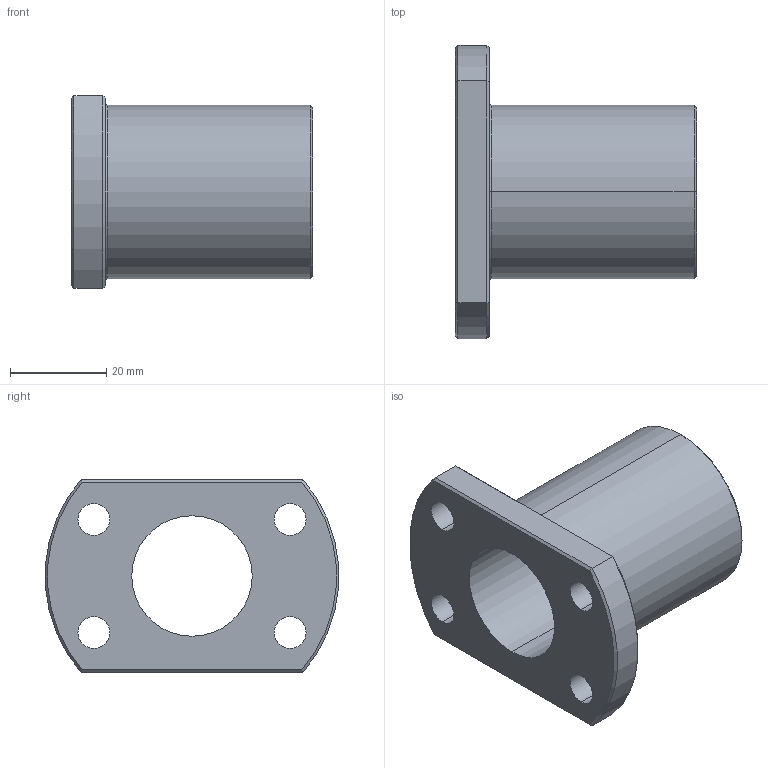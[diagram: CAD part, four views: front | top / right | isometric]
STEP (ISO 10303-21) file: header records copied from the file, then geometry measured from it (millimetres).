
FILE_DESCRIPTION (( 'STEP AP203' ), '1' );
FILE_NAME ('C-MTSGRC25_203.STEP', '2021-03-26T05:32:25', ( '' ), ( '' ), 'SwSTEP 2.0', 'SolidWorks 2017', '' );
FILE_SCHEMA (( 'CONFIG_CONTROL_DESIGN' ));
Length unit declared in the file: millimetre
Products named in the file (1): C-MTSGRC25_203
Bounding box: 50 x 60.81 x 40 mm (x, y, z)
Volume: 33973.9 mm3; surface area: 13715.6 mm2
Topology: 1 solids, 1 shells, 31 faces, 72 edges, 44 vertices
Faces by surface type: cylinder 14, plane 9, cone 6, torus 2
Entity records: 993 total; most frequent: CARTESIAN_POINT 172, DIRECTION 166, ORIENTED_EDGE 144, EDGE_CURVE 72, AXIS2_PLACEMENT_3D 70, VERTEX_POINT 44, EDGE_LOOP 42, CIRCLE 38
